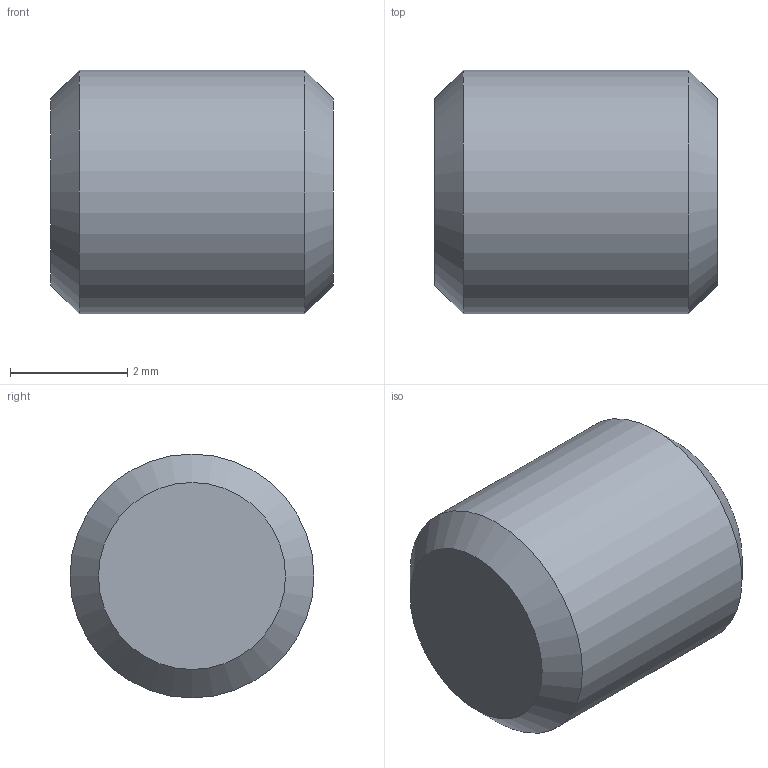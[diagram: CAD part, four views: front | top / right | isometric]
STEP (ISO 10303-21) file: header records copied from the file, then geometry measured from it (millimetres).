
FILE_DESCRIPTION(/* description */ ('Hexagon Socket Set Screw - Flat Point'),/* implementation_level */ '2;1');
FILE_NAME(/* name */ 'ANSI B18.3 - 8-32 UNC - 0.19(24).ipt.stp',/* time_stamp */ '2016-01-07T16:46:44-08:00',/* author */ ('Philip'),/* organization */ (''),/* preprocessor_version */ 'ST-DEVELOPER v16.1',/* originating_system */ 'Autodesk Inventor 2016',/* authorisation */ '');
FILE_SCHEMA (('AUTOMOTIVE_DESIGN { 1 0 10303 214 3 1 1 }'));
Length unit declared in the file: inch
Products named in the file (1): ANSI B18.3 - 8-32 UNC - 0.19(24)
Bounding box: 4.83 x 4.17 x 4.17 mm (x, y, z)
Volume: 54.3 mm3; surface area: 98.9 mm2
Topology: 1 solids, 1 shells, 12 faces, 27 edges, 17 vertices
Faces by surface type: plane 8, cone 3, cylinder 1
Full cylindrical faces by diameter (mm): 4.166 x1
Entity records: 322 total; most frequent: CARTESIAN_POINT 63, DIRECTION 46, ORIENTED_EDGE 44, EDGE_CURVE 22, AXIS2_PLACEMENT_3D 17, EDGE_LOOP 16, VERTEX_POINT 16, LINE 12
